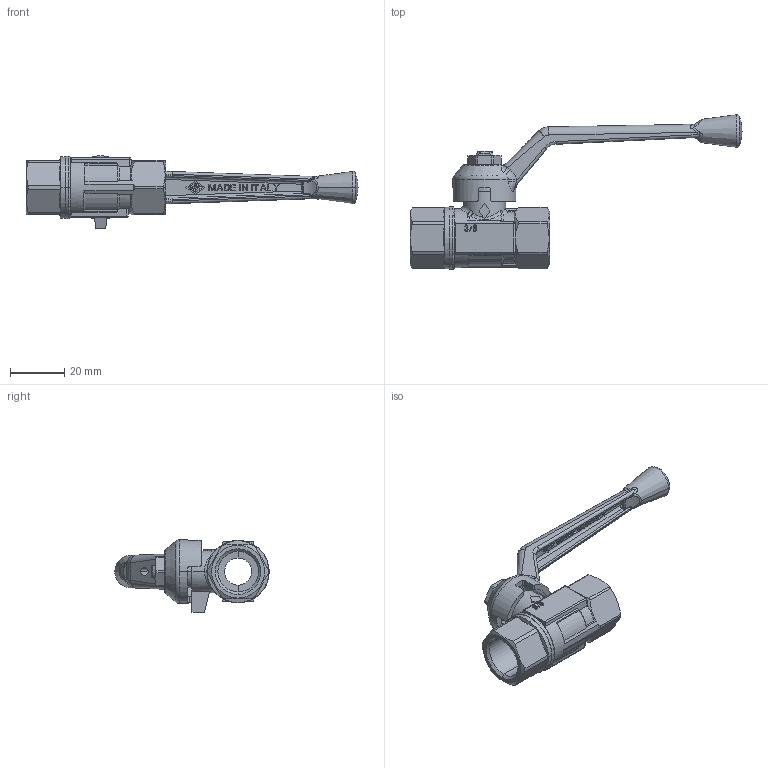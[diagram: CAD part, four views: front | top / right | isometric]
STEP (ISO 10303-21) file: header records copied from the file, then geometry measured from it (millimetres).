
FILE_DESCRIPTION(('Creo Elements/Direct Modeling STEP Export'),'2;1');
FILE_NAME('9010030000.stp','2021-05-26T 9:50:20',(''),(''),'Creo Elements/Direct Modeling STEP processor for AP214 (Solid Model)','Creo Elements/Direct Modeling 20.1D 10-Oct-2020 (C) Parametric Technology GmbH','');
FILE_SCHEMA(('AUTOMOTIVE_DESIGN { 1 0 10303 214 1 1 1 1 }'));
Products named in the file (2): 9010030000
Assembly tree (1 placements, depth 2):
  9010030000
    9010030000
Bounding box: 122.5 x 57 x 26.75 mm (x, y, z)
Volume: 20851.8 mm3; surface area: 12481.4 mm2
Topology: 1 solids, 1 shells, 732 faces, 1986 edges, 1279 vertices
Faces by surface type: plane 432, cylinder 134, cone 77, bspline 65, torus 14, sphere 6, extrusion 4
Entity records: 42076 total; most frequent: CARTESIAN_POINT 21781, ORIENTED_EDGE 3956, DIRECTION 2879, EDGE_CURVE 1978, VERTEX_POINT 1279, VECTOR 1247, LINE 1243, AXIS2_PLACEMENT_3D 816
